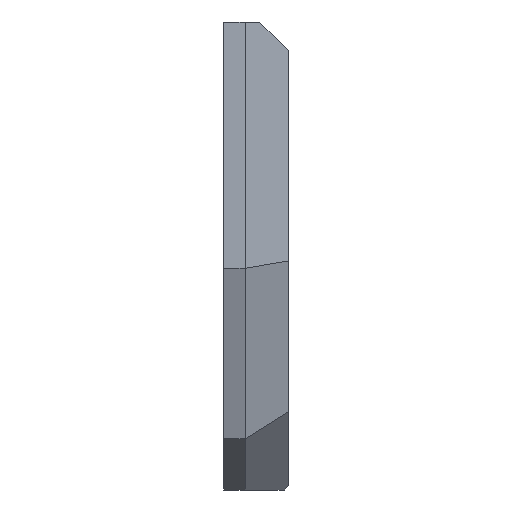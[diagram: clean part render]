
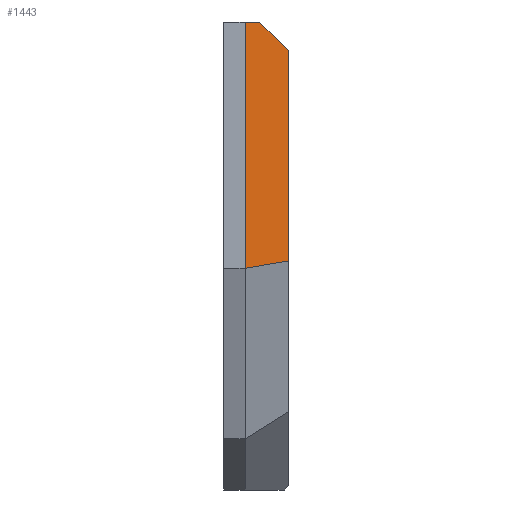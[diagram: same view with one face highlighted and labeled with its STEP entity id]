
A CAD part, left-side view. The second image highlights one B-rep face of the part: STEP entity #1443.
In plain terms, the highlighted planar face has unit normal (-0.707, -0.707, 0).
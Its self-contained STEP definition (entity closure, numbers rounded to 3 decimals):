
#145=FACE_OUTER_BOUND('',#227,.T.);
#227=EDGE_LOOP('',(#955,#956,#957,#958,#959));
#315=LINE('',#2101,#451);
#316=LINE('',#2103,#452);
#317=LINE('',#2105,#453);
#318=LINE('',#2107,#454);
#319=LINE('',#2108,#455);
#451=VECTOR('',#1683,1.);
#452=VECTOR('',#1684,1.);
#453=VECTOR('',#1685,1.);
#454=VECTOR('',#1686,1.);
#455=VECTOR('',#1687,1.);
#587=VERTEX_POINT('',#2099);
#588=VERTEX_POINT('',#2100);
#589=VERTEX_POINT('',#2102);
#590=VERTEX_POINT('',#2104);
#591=VERTEX_POINT('',#2106);
#733=EDGE_CURVE('',#587,#588,#315,.T.);
#734=EDGE_CURVE('',#589,#588,#316,.T.);
#735=EDGE_CURVE('',#589,#590,#317,.T.);
#736=EDGE_CURVE('',#591,#590,#318,.T.);
#737=EDGE_CURVE('',#587,#591,#319,.T.);
#955=ORIENTED_EDGE('',*,*,#733,.T.);
#956=ORIENTED_EDGE('',*,*,#734,.F.);
#957=ORIENTED_EDGE('',*,*,#735,.T.);
#958=ORIENTED_EDGE('',*,*,#736,.F.);
#959=ORIENTED_EDGE('',*,*,#737,.F.);
#1399=PLANE('',#1539);
#1443=ADVANCED_FACE('',(#145),#1399,.F.);
#1539=AXIS2_PLACEMENT_3D('',#2098,#1681,#1682);
#1681=DIRECTION('center_axis',(0.707,0.707,0.));
#1682=DIRECTION('ref_axis',(0.,0.,-1.));
#1683=DIRECTION('',(-0.577,0.577,0.577));
#1684=DIRECTION('',(0.707,-0.707,0.));
#1685=DIRECTION('',(0.,0.,-1.));
#1686=DIRECTION('',(-0.702,0.702,-0.117));
#1687=DIRECTION('',(0.,0.,-1.));
#2098=CARTESIAN_POINT('Origin',(-80.5,-7.8,12.8));
#2099=CARTESIAN_POINT('',(-78.5,-9.8,12.4));
#2100=CARTESIAN_POINT('',(-81.15,-7.15,15.05));
#2101=CARTESIAN_POINT('',(-53.133,-35.167,-12.967));
#2102=CARTESIAN_POINT('',(-82.5,-5.8,15.05));
#2103=CARTESIAN_POINT('',(-40.75,-47.55,15.05));
#2104=CARTESIAN_POINT('',(-82.5,-5.8,-7.7));
#2105=CARTESIAN_POINT('',(-82.5,-5.8,12.8));
#2106=CARTESIAN_POINT('',(-78.5,-9.8,-7.036));
#2107=CARTESIAN_POINT('',(-79.006,-9.294,-7.12));
#2108=CARTESIAN_POINT('',(-78.5,-9.8,12.8));
